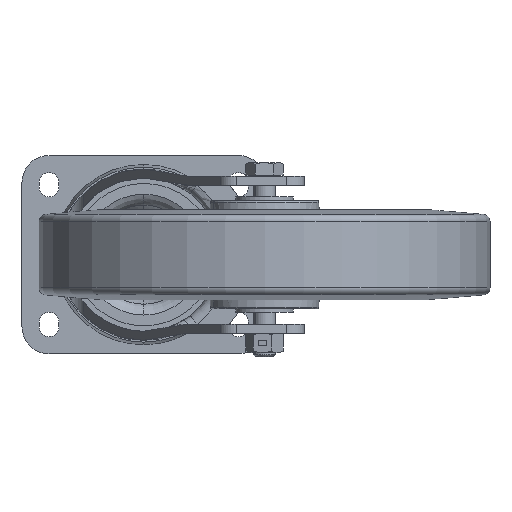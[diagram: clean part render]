
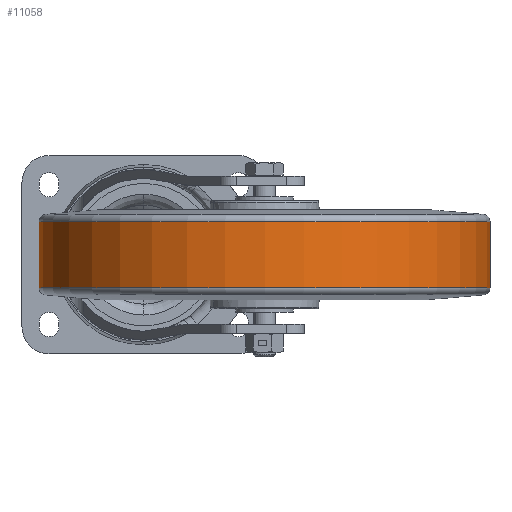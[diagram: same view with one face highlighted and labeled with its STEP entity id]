
A CAD part, front view. The second image highlights one B-rep face of the part: STEP entity #11058.
In plain terms, the highlighted cylindrical face has radius 125 mm (diameter 250 mm), a partial arc.
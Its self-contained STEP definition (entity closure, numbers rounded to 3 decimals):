
#113 = EDGE_CURVE ( 'NONE', #2051, #6112, #1960, .T. ) ;
#546 = ORIENTED_EDGE ( 'NONE', *, *, #4704, .T. ) ;
#1293 = VECTOR ( 'NONE', #6841, 1000. ) ;
#1546 = LINE ( 'NONE', #13568, #1293 ) ;
#1960 = CIRCLE ( 'NONE', #3197, 125. ) ;
#2051 = VERTEX_POINT ( 'NONE', #6630 ) ;
#2077 = EDGE_CURVE ( 'NONE', #6112, #5074, #1546, .T. ) ;
#2495 = DIRECTION ( 'NONE',  ( 0., 0., 1. ) ) ;
#3197 = AXIS2_PLACEMENT_3D ( 'NONE', #8625, #5245, #13132 ) ;
#3437 = DIRECTION ( 'NONE',  ( 1., 0., 0. ) ) ;
#3552 = CARTESIAN_POINT ( 'NONE',  ( -58., -172., 18.328 ) ) ;
#3856 = EDGE_LOOP ( 'NONE', ( #5821, #9941, #14541, #546 ) ) ;
#4067 = EDGE_CURVE ( 'NONE', #2051, #14818, #15260, .T. ) ;
#4383 = DIRECTION ( 'NONE',  ( -1., 0., 0. ) ) ;
#4704 = EDGE_CURVE ( 'NONE', #5074, #14818, #10359, .T. ) ;
#4994 = DIRECTION ( 'NONE',  ( 0., 0., -1. ) ) ;
#5020 = CARTESIAN_POINT ( 'NONE',  ( 192., -172., -12.546 ) ) ;
#5074 = VERTEX_POINT ( 'NONE', #11161 ) ;
#5245 = DIRECTION ( 'NONE',  ( 0., 0., -1. ) ) ;
#5821 = ORIENTED_EDGE ( 'NONE', *, *, #4067, .F. ) ;
#5859 = CYLINDRICAL_SURFACE ( 'NONE', #12636, 125. ) ;
#6112 = VERTEX_POINT ( 'NONE', #3552 ) ;
#6630 = CARTESIAN_POINT ( 'NONE',  ( 192., -172., 18.328 ) ) ;
#6684 = CARTESIAN_POINT ( 'NONE',  ( 192., -172., -18.328 ) ) ;
#6824 = DIRECTION ( 'NONE',  ( 0., 0., -1. ) ) ;
#6841 = DIRECTION ( 'NONE',  ( 0., 0., -1. ) ) ;
#6957 = FACE_OUTER_BOUND ( 'NONE', #3856, .T. ) ;
#8625 = CARTESIAN_POINT ( 'NONE',  ( 67., -172., 18.328 ) ) ;
#9149 = AXIS2_PLACEMENT_3D ( 'NONE', #13673, #2495, #3437 ) ;
#9941 = ORIENTED_EDGE ( 'NONE', *, *, #113, .T. ) ;
#10359 = CIRCLE ( 'NONE', #9149, 125. ) ;
#11058 = ADVANCED_FACE ( 'NONE', ( #6957 ), #5859, .T. ) ;
#11161 = CARTESIAN_POINT ( 'NONE',  ( -58., -172., -18.328 ) ) ;
#11328 = CARTESIAN_POINT ( 'NONE',  ( 67., -172., -12.546 ) ) ;
#12313 = VECTOR ( 'NONE', #4994, 1000. ) ;
#12636 = AXIS2_PLACEMENT_3D ( 'NONE', #11328, #6824, #4383 ) ;
#13132 = DIRECTION ( 'NONE',  ( 1., 0., 0. ) ) ;
#13568 = CARTESIAN_POINT ( 'NONE',  ( -58., -172., -12.546 ) ) ;
#13673 = CARTESIAN_POINT ( 'NONE',  ( 67., -172., -18.328 ) ) ;
#14541 = ORIENTED_EDGE ( 'NONE', *, *, #2077, .T. ) ;
#14818 = VERTEX_POINT ( 'NONE', #6684 ) ;
#15260 = LINE ( 'NONE', #5020, #12313 ) ;
